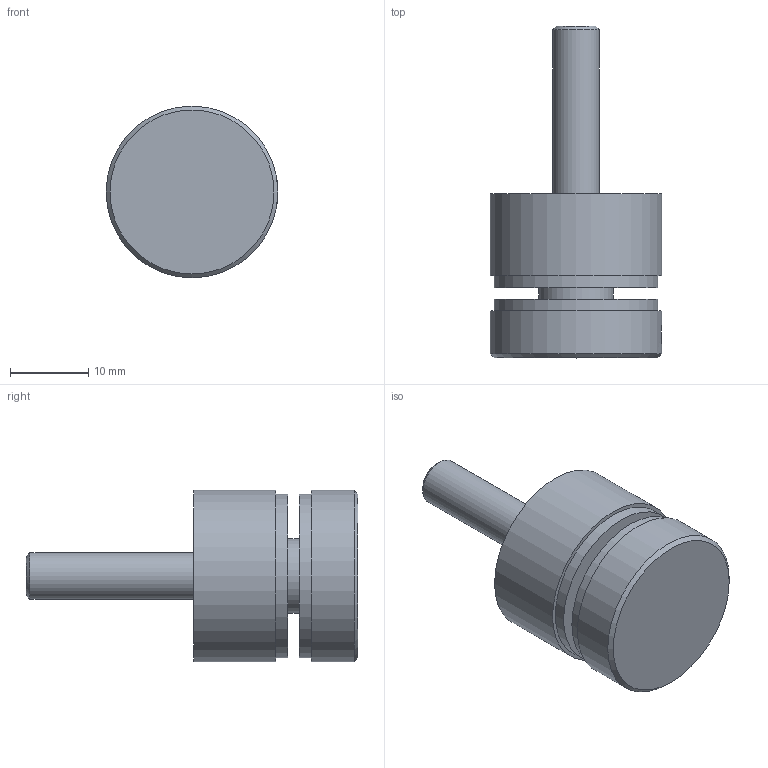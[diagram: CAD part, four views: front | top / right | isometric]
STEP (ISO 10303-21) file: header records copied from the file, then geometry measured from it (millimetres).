
FILE_DESCRIPTION(/* description */ (''),/* implementation_level */ '2;1');
FILE_NAME(/* name */ '41714.iam.step',/* time_stamp */ '2022-08-22T09:48:42+02:00',/* author */ ('Abt. Technik'),/* organization */ (''),/* preprocessor_version */ 'ST-DEVELOPER v19.2',/* originating_system */ 'Autodesk Inventor 2023',/* authorisation */ '');
FILE_SCHEMA (('AUTOMOTIVE_DESIGN { 1 0 10303 214 3 1 1 }'));
Length unit declared in the file: millimetre
Products named in the file (6): 41714; 40923; 40913; Gewindestift M6x40mm; 40911; 41618
Assembly tree (5 placements, depth 2):
  41714
    40923
    40913
    Gewindestift M6x40mm
    40911
    41618
Bounding box: 22 x 42.5 x 22 mm (x, y, z)
Volume: 7792.8 mm3; surface area: 5432.5 mm2
Topology: 5 solids, 5 shells, 41 faces, 74 edges, 49 vertices
Faces by surface type: plane 23, cylinder 14, cone 3, torus 1
Full cylindrical faces by diameter (mm): 3 x1, 6 x2, 6.1 x1, 8.5 x4, 9.5 x1, 10.5 x1, 21 x2, 22 x2
Entity records: 1298 total; most frequent: DIRECTION 212, CARTESIAN_POINT 210, ORIENTED_EDGE 148, AXIS2_PLACEMENT_3D 88, EDGE_CURVE 74, EDGE_LOOP 53, VERTEX_POINT 49, FACE_OUTER_BOUND 41
